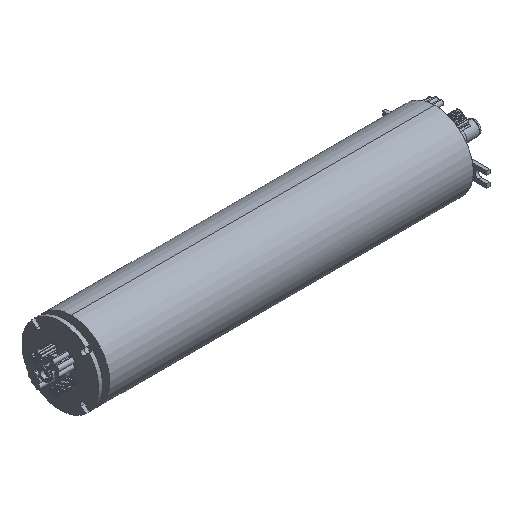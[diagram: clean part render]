
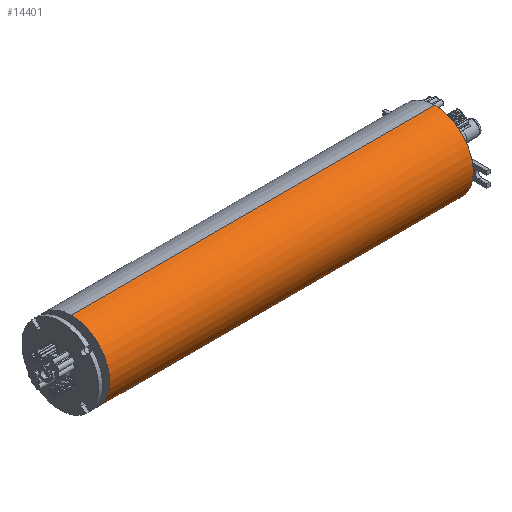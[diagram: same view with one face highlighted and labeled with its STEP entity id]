
A CAD part, isometric view. The second image highlights one B-rep face of the part: STEP entity #14401.
In plain terms, the highlighted cylindrical face has radius 49.5 mm (diameter 99 mm), a partial arc.
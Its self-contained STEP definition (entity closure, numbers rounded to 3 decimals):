
#65 = CIRCLE ( 'NONE', #5485, 49.5 ) ;
#129 = VERTEX_POINT ( 'NONE', #17354 ) ;
#294 = CARTESIAN_POINT ( 'NONE',  ( 482., 0., 0. ) ) ;
#635 = ORIENTED_EDGE ( 'NONE', *, *, #7620, .F. ) ;
#904 = DIRECTION ( 'NONE',  ( 1., 0., 0. ) ) ;
#962 = CARTESIAN_POINT ( 'NONE',  ( 482., 0., -49.5 ) ) ;
#1117 = ORIENTED_EDGE ( 'NONE', *, *, #4768, .T. ) ;
#1685 = DIRECTION ( 'NONE',  ( 0., 0., -1. ) ) ;
#1702 = CARTESIAN_POINT ( 'NONE',  ( 482., 0., 0. ) ) ;
#2862 = CARTESIAN_POINT ( 'NONE',  ( 14., 0., 0. ) ) ;
#3115 = DIRECTION ( 'NONE',  ( 0., 0., -1. ) ) ;
#3229 = EDGE_CURVE ( 'NONE', #129, #9430, #65, .T. ) ;
#3338 = CARTESIAN_POINT ( 'NONE',  ( 482., -48.53, -9.75 ) ) ;
#3654 = CYLINDRICAL_SURFACE ( 'NONE', #16051, 49.5 ) ;
#3746 = VECTOR ( 'NONE', #904, 1000. ) ;
#4203 = VERTEX_POINT ( 'NONE', #3338 ) ;
#4249 = DIRECTION ( 'NONE',  ( 0., 0., -1. ) ) ;
#4768 = EDGE_CURVE ( 'NONE', #16173, #11998, #13443, .T. ) ;
#5485 = AXIS2_PLACEMENT_3D ( 'NONE', #1702, #11395, #3115 ) ;
#6239 = EDGE_CURVE ( 'NONE', #16173, #129, #17047, .T. ) ;
#6794 = EDGE_CURVE ( 'NONE', #9430, #4203, #12125, .T. ) ;
#7084 = CARTESIAN_POINT ( 'NONE',  ( 14., 0., 49.5 ) ) ;
#7620 = EDGE_CURVE ( 'NONE', #4203, #11476, #10572, .T. ) ;
#8149 = DIRECTION ( 'NONE',  ( 1., 0., 0. ) ) ;
#8835 = ORIENTED_EDGE ( 'NONE', *, *, #6239, .F. ) ;
#9331 = CARTESIAN_POINT ( 'NONE',  ( 482., -48.53, 9.75 ) ) ;
#9430 = VERTEX_POINT ( 'NONE', #9331 ) ;
#9567 = AXIS2_PLACEMENT_3D ( 'NONE', #2862, #12524, #4249 ) ;
#9595 = AXIS2_PLACEMENT_3D ( 'NONE', #294, #9994, #1685 ) ;
#9994 = DIRECTION ( 'NONE',  ( 1., 0., 0. ) ) ;
#10572 = CIRCLE ( 'NONE', #17420, 49.5 ) ;
#10646 = ORIENTED_EDGE ( 'NONE', *, *, #3229, .F. ) ;
#10707 = ORIENTED_EDGE ( 'NONE', *, *, #11914, .T. ) ;
#10996 = CARTESIAN_POINT ( 'NONE',  ( 482., 0., -49.5 ) ) ;
#11008 = CARTESIAN_POINT ( 'NONE',  ( 14., 0., -49.5 ) ) ;
#11111 = LINE ( 'NONE', #962, #3746 ) ;
#11148 = ORIENTED_EDGE ( 'NONE', *, *, #6794, .F. ) ;
#11395 = DIRECTION ( 'NONE',  ( 1., 0., 0. ) ) ;
#11437 = FACE_OUTER_BOUND ( 'NONE', #14198, .T. ) ;
#11476 = VERTEX_POINT ( 'NONE', #10996 ) ;
#11914 = EDGE_CURVE ( 'NONE', #11998, #11476, #11111, .T. ) ;
#11998 = VERTEX_POINT ( 'NONE', #11008 ) ;
#12125 = CIRCLE ( 'NONE', #9595, 49.5 ) ;
#12323 = CARTESIAN_POINT ( 'NONE',  ( 482., 0., 0. ) ) ;
#12524 = DIRECTION ( 'NONE',  ( 1., 0., 0. ) ) ;
#13443 = CIRCLE ( 'NONE', #9567, 49.5 ) ;
#14198 = EDGE_LOOP ( 'NONE', ( #8835, #1117, #10707, #635, #11148, #10646 ) ) ;
#14401 = ADVANCED_FACE ( 'NONE', ( #11437 ), #3654, .T. ) ;
#15054 = CARTESIAN_POINT ( 'NONE',  ( 482., 0., 49.5 ) ) ;
#16051 = AXIS2_PLACEMENT_3D ( 'NONE', #12323, #16521, #17856 ) ;
#16173 = VERTEX_POINT ( 'NONE', #7084 ) ;
#16199 = VECTOR ( 'NONE', #16422, 1000. ) ;
#16377 = CARTESIAN_POINT ( 'NONE',  ( 482., 0., 0. ) ) ;
#16422 = DIRECTION ( 'NONE',  ( 1., 0., 0. ) ) ;
#16521 = DIRECTION ( 'NONE',  ( 1., 0., 0. ) ) ;
#17047 = LINE ( 'NONE', #15054, #16199 ) ;
#17354 = CARTESIAN_POINT ( 'NONE',  ( 482., 0., 49.5 ) ) ;
#17420 = AXIS2_PLACEMENT_3D ( 'NONE', #16377, #8149, #17770 ) ;
#17770 = DIRECTION ( 'NONE',  ( 0., 0., -1. ) ) ;
#17856 = DIRECTION ( 'NONE',  ( 0., 0., -1. ) ) ;
